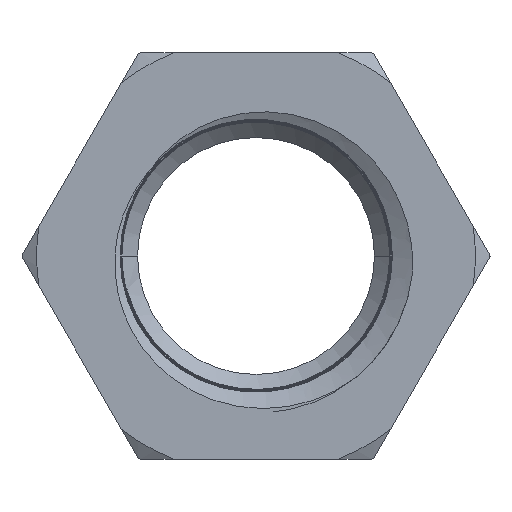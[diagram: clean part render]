
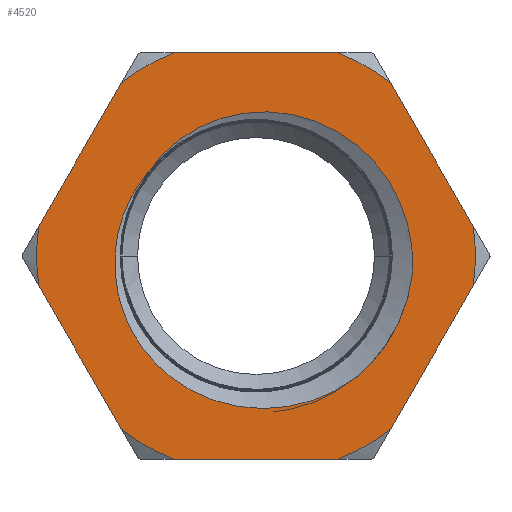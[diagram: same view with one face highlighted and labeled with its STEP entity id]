
A CAD part, left-side view. The second image highlights one B-rep face of the part: STEP entity #4520.
In plain terms, the highlighted planar face has unit normal (-1, 0, 0).
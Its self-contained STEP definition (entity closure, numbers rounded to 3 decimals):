
#121=DIRECTION('',(0.,-0.5,0.866));
#122=VECTOR('',#121,10.973);
#123=CARTESIAN_POINT('',(0.,14.391,1.974));
#124=LINE('',#123,#122);
#125=CARTESIAN_POINT('',(0.,0.,0.));
#126=DIRECTION('',(-1.,0.,0.));
#127=DIRECTION('',(0.,0.378,0.926));
#128=AXIS2_PLACEMENT_3D('',#125,#126,#127);
#130=DIRECTION('',(0.,-1.,0.));
#131=VECTOR('',#130,10.973);
#132=CARTESIAN_POINT('',(0.,5.487,13.45));
#133=LINE('',#132,#131);
#134=CARTESIAN_POINT('',(0.,0.,0.));
#135=DIRECTION('',(-1.,0.,0.));
#136=DIRECTION('',(0.,-0.613,0.79));
#137=AXIS2_PLACEMENT_3D('',#134,#135,#136);
#139=DIRECTION('',(0.,-0.5,-0.866));
#140=VECTOR('',#139,10.973);
#141=CARTESIAN_POINT('',(0.,-8.905,11.476));
#142=LINE('',#141,#140);
#143=DIRECTION('',(0.,0.5,-0.866));
#144=VECTOR('',#143,10.973);
#145=CARTESIAN_POINT('',(0.,-14.391,-1.974));
#146=LINE('',#145,#144);
#147=CARTESIAN_POINT('',(0.,0.,0.));
#148=DIRECTION('',(-1.,0.,0.));
#149=DIRECTION('',(0.,-0.378,-0.926));
#150=AXIS2_PLACEMENT_3D('',#147,#148,#149);
#152=DIRECTION('',(0.,1.,0.));
#153=VECTOR('',#152,10.973);
#154=CARTESIAN_POINT('',(0.,-5.487,-13.45));
#155=LINE('',#154,#153);
#156=CARTESIAN_POINT('',(0.,0.,0.));
#157=DIRECTION('',(-1.,0.,0.));
#158=DIRECTION('',(0.,0.613,-0.79));
#159=AXIS2_PLACEMENT_3D('',#156,#157,#158);
#161=DIRECTION('',(0.,0.5,0.866));
#162=VECTOR('',#161,10.973);
#163=CARTESIAN_POINT('',(0.,8.905,-11.476));
#164=LINE('',#163,#162);
#165=CARTESIAN_POINT('',(0.,7.155,5.541));
#166=CARTESIAN_POINT('',(0.,6.899,5.916));
#167=CARTESIAN_POINT('',(0.,6.336,6.62));
#168=CARTESIAN_POINT('',(0.,5.322,7.557));
#169=CARTESIAN_POINT('',(0.,4.181,8.331));
#170=CARTESIAN_POINT('',(0.,2.927,8.934));
#171=CARTESIAN_POINT('',(0.,1.588,9.346));
#172=CARTESIAN_POINT('',(0.,0.196,9.556));
#173=CARTESIAN_POINT('',(0.,-1.226,9.559));
#174=CARTESIAN_POINT('',(0.,-2.632,9.351));
#175=CARTESIAN_POINT('',(0.,-4.001,8.938));
#176=CARTESIAN_POINT('',(0.,-5.313,8.32));
#177=CARTESIAN_POINT('',(0.,-6.531,7.508));
#178=CARTESIAN_POINT('',(0.,-7.626,6.512));
#179=CARTESIAN_POINT('',(0.,-8.527,5.414));
#180=CARTESIAN_POINT('',(0.,-9.247,4.235));
#181=CARTESIAN_POINT('',(0.,-9.797,2.984));
#182=CARTESIAN_POINT('',(0.,-10.181,1.655));
#183=CARTESIAN_POINT('',(0.,-10.383,0.263));
#184=CARTESIAN_POINT('',(0.,-10.391,-0.668));
#185=CARTESIAN_POINT('',(0.,-10.364,-1.137));
#187=CARTESIAN_POINT('',(0.,0.,0.));
#188=DIRECTION('',(-1.,0.,0.));
#189=DIRECTION('',(0.,0.791,0.612));
#190=AXIS2_PLACEMENT_3D('',#187,#188,#189);
#192=CARTESIAN_POINT('',(0.,-6.555,-8.098));
#193=CARTESIAN_POINT('',(0.,-6.259,-8.317));
#194=CARTESIAN_POINT('',(0.,-5.648,-8.718));
#195=CARTESIAN_POINT('',(0.,-4.668,-9.223));
#196=CARTESIAN_POINT('',(0.,-3.651,-9.617));
#197=CARTESIAN_POINT('',(0.,-2.589,-9.905));
#198=CARTESIAN_POINT('',(0.,-1.435,-10.085));
#199=CARTESIAN_POINT('',(0.,-0.16,-10.131));
#200=CARTESIAN_POINT('',(0.,1.267,-9.991));
#201=CARTESIAN_POINT('',(0.,2.727,-9.622));
#202=CARTESIAN_POINT('',(0.,4.09,-9.048));
#203=CARTESIAN_POINT('',(0.,5.345,-8.283));
#204=CARTESIAN_POINT('',(0.,6.452,-7.359));
#205=CARTESIAN_POINT('',(0.,7.419,-6.275));
#206=CARTESIAN_POINT('',(0.,8.208,-5.066));
#207=CARTESIAN_POINT('',(0.,8.807,-3.756));
#208=CARTESIAN_POINT('',(0.,9.2,-2.374));
#209=CARTESIAN_POINT('',(0.,9.377,-0.998));
#210=CARTESIAN_POINT('',(0.,9.353,0.37));
#211=CARTESIAN_POINT('',(0.,9.135,1.694));
#212=CARTESIAN_POINT('',(0.,8.73,2.975));
#213=CARTESIAN_POINT('',(0.,8.141,4.182));
#214=CARTESIAN_POINT('',(0.,7.639,4.918));
#215=CARTESIAN_POINT('',(0.,7.358,5.269));
#217=CARTESIAN_POINT('',(0.,-10.364,-1.137));
#218=CARTESIAN_POINT('',(0.,-10.314,-1.588));
#219=CARTESIAN_POINT('',(0.,-10.157,-2.475));
#220=CARTESIAN_POINT('',(0.,-9.748,-3.773));
#221=CARTESIAN_POINT('',(0.,-9.182,-4.991));
#222=CARTESIAN_POINT('',(0.,-8.463,-6.131));
#223=CARTESIAN_POINT('',(0.,-7.596,-7.177));
#224=CARTESIAN_POINT('',(0.,-6.919,-7.804));
#225=CARTESIAN_POINT('',(0.,-6.555,-8.098));
#241=CARTESIAN_POINT('',(0.,0.,0.));
#242=DIRECTION('',(-1.,0.,0.));
#243=DIRECTION('',(0.,0.991,0.136));
#244=AXIS2_PLACEMENT_3D('',#241,#242,#243);
#267=CARTESIAN_POINT('',(0.,0.,0.));
#268=DIRECTION('',(-1.,0.,0.));
#269=DIRECTION('',(0.,-0.991,-0.136));
#270=AXIS2_PLACEMENT_3D('',#267,#268,#269);
#4252=CARTESIAN_POINT('',(0.,8.905,-11.476));
#4253=CARTESIAN_POINT('',(0.,5.487,-13.45));
#4254=VERTEX_POINT('',#4252);
#4255=VERTEX_POINT('',#4253);
#4256=CARTESIAN_POINT('',(0.,-5.487,-13.45));
#4257=CARTESIAN_POINT('',(0.,-8.905,-11.476));
#4258=VERTEX_POINT('',#4256);
#4259=VERTEX_POINT('',#4257);
#4260=CARTESIAN_POINT('',(0.,-8.905,11.476));
#4261=CARTESIAN_POINT('',(0.,-5.487,13.45));
#4262=VERTEX_POINT('',#4260);
#4263=VERTEX_POINT('',#4261);
#4264=CARTESIAN_POINT('',(0.,5.487,13.45));
#4265=CARTESIAN_POINT('',(0.,8.905,11.476));
#4266=VERTEX_POINT('',#4264);
#4267=VERTEX_POINT('',#4265);
#4284=CARTESIAN_POINT('',(0.,14.391,-1.974));
#4285=VERTEX_POINT('',#4284);
#4286=CARTESIAN_POINT('',(0.,14.391,1.974));
#4287=VERTEX_POINT('',#4286);
#4288=CARTESIAN_POINT('',(0.,-14.391,1.974));
#4289=VERTEX_POINT('',#4288);
#4290=CARTESIAN_POINT('',(0.,-14.391,-1.974));
#4291=VERTEX_POINT('',#4290);
#4334=VERTEX_POINT('',#165);
#4335=VERTEX_POINT('',#185);
#4336=VERTEX_POINT('',#225);
#4337=VERTEX_POINT('',#215);
#4479=CARTESIAN_POINT('',(0.,0.,0.));
#4480=DIRECTION('',(1.,0.,0.));
#4481=DIRECTION('',(0.,0.,-1.));
#4482=AXIS2_PLACEMENT_3D('',#4479,#4480,#4481);
#4483=PLANE('',#4482);
#4485=ORIENTED_EDGE('',*,*,#4484,.F.);
#4487=ORIENTED_EDGE('',*,*,#4486,.T.);
#4489=ORIENTED_EDGE('',*,*,#4488,.F.);
#4491=ORIENTED_EDGE('',*,*,#4490,.T.);
#4493=ORIENTED_EDGE('',*,*,#4492,.F.);
#4495=ORIENTED_EDGE('',*,*,#4494,.T.);
#4497=ORIENTED_EDGE('',*,*,#4496,.F.);
#4499=ORIENTED_EDGE('',*,*,#4498,.T.);
#4501=ORIENTED_EDGE('',*,*,#4500,.F.);
#4503=ORIENTED_EDGE('',*,*,#4502,.T.);
#4505=ORIENTED_EDGE('',*,*,#4504,.F.);
#4507=ORIENTED_EDGE('',*,*,#4506,.T.);
#4508=EDGE_LOOP('',(#4485,#4487,#4489,#4491,#4493,#4495,#4497,#4499,#4501,#4503,
#4505,#4507));
#4509=FACE_OUTER_BOUND('',#4508,.F.);
#4511=ORIENTED_EDGE('',*,*,#4510,.F.);
#4513=ORIENTED_EDGE('',*,*,#4512,.T.);
#4515=ORIENTED_EDGE('',*,*,#4514,.F.);
#4517=ORIENTED_EDGE('',*,*,#4516,.F.);
#4518=EDGE_LOOP('',(#4511,#4513,#4515,#4517));
#4519=FACE_BOUND('',#4518,.F.);
#129=CIRCLE('',#128,14.526);
#138=CIRCLE('',#137,14.526);
#151=CIRCLE('',#150,14.526);
#160=CIRCLE('',#159,14.526);
#186=B_SPLINE_CURVE_WITH_KNOTS('',3,(#165,#166,#167,#168,#169,#170,#171,#172,
#173,#174,#175,#176,#177,#178,#179,#180,#181,#182,#183,#184,#185),.UNSPECIFIED.,
.F.,.F.,(4,1,1,1,1,1,1,1,1,1,1,1,1,1,1,1,1,1,4),(0.,0.056,
0.111,0.167,0.222,0.278,
0.333,0.389,0.444,0.5,0.556,
0.611,0.667,0.722,0.778,
0.833,0.889,0.944,1.),.UNSPECIFIED.);
#191=CIRCLE('',#190,9.05);
#216=B_SPLINE_CURVE_WITH_KNOTS('',3,(#192,#193,#194,#195,#196,#197,#198,#199,
#200,#201,#202,#203,#204,#205,#206,#207,#208,#209,#210,#211,#212,#213,#214,
#215),.UNSPECIFIED.,.F.,.F.,(4,1,1,1,1,1,1,1,1,1,1,1,1,1,1,1,1,1,1,1,1,4),(0.,
0.048,0.095,0.143,0.19,
0.238,0.286,0.333,0.381,
0.429,0.476,0.524,0.571,
0.619,0.667,0.714,0.762,
0.81,0.857,0.905,0.952,1.),
.UNSPECIFIED.);
#226=B_SPLINE_CURVE_WITH_KNOTS('',3,(#217,#218,#219,#220,#221,#222,#223,#224,
#225),.UNSPECIFIED.,.F.,.F.,(4,1,1,1,1,1,4),(0.,0.167,
0.333,0.5,0.667,0.833,1.),
.UNSPECIFIED.);
#245=CIRCLE('',#244,14.526);
#271=CIRCLE('',#270,14.526);
#4484=EDGE_CURVE('',#4287,#4285,#245,.T.);
#4486=EDGE_CURVE('',#4287,#4267,#124,.T.);
#4488=EDGE_CURVE('',#4266,#4267,#129,.T.);
#4490=EDGE_CURVE('',#4266,#4263,#133,.T.);
#4492=EDGE_CURVE('',#4262,#4263,#138,.T.);
#4494=EDGE_CURVE('',#4262,#4289,#142,.T.);
#4496=EDGE_CURVE('',#4291,#4289,#271,.T.);
#4498=EDGE_CURVE('',#4291,#4259,#146,.T.);
#4500=EDGE_CURVE('',#4258,#4259,#151,.T.);
#4502=EDGE_CURVE('',#4258,#4255,#155,.T.);
#4504=EDGE_CURVE('',#4254,#4255,#160,.T.);
#4506=EDGE_CURVE('',#4254,#4285,#164,.T.);
#4510=EDGE_CURVE('',#4334,#4335,#186,.T.);
#4512=EDGE_CURVE('',#4334,#4337,#191,.T.);
#4514=EDGE_CURVE('',#4336,#4337,#216,.T.);
#4516=EDGE_CURVE('',#4335,#4336,#226,.T.);
#4520=ADVANCED_FACE('',(#4509,#4519),#4483,.F.);
